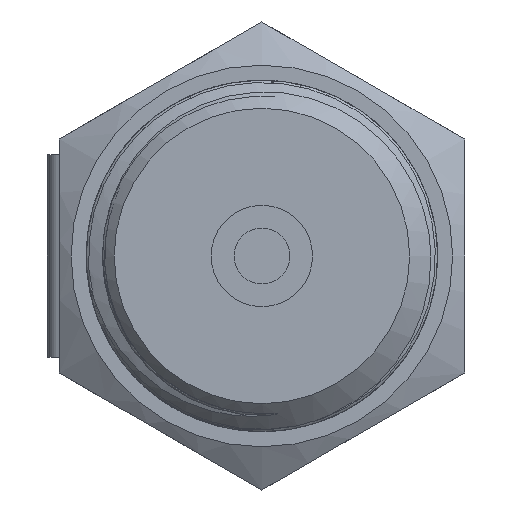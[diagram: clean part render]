
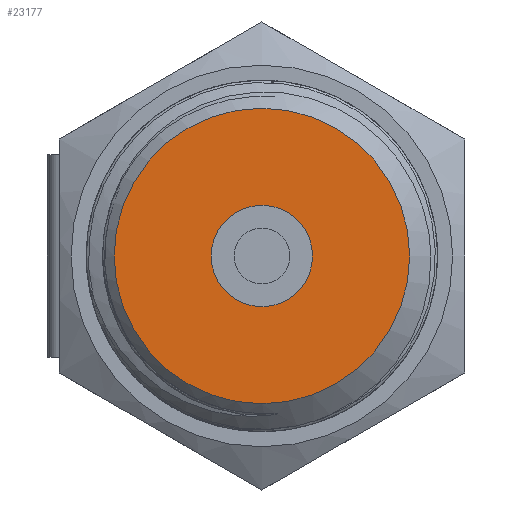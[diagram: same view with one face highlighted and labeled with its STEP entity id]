
A CAD part, left-side view. The second image highlights one B-rep face of the part: STEP entity #23177.
In plain terms, the highlighted planar face has unit normal (-1, 0, 0).
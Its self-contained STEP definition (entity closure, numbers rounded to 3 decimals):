
#564=FACE_BOUND('',#2960,.T.);
#664=PLANE('',#24401);
#1608=FACE_OUTER_BOUND('',#2959,.T.);
#2959=EDGE_LOOP('',(#17088));
#2960=EDGE_LOOP('',(#17089));
#4115=CIRCLE('',#24400,3.);
#4116=CIRCLE('',#24402,8.75);
#10169=VERTEX_POINT('',#41886);
#10170=VERTEX_POINT('',#41890);
#12749=EDGE_CURVE('',#10169,#10169,#4115,.T.);
#12751=EDGE_CURVE('',#10170,#10170,#4116,.T.);
#17088=ORIENTED_EDGE('',*,*,#12751,.F.);
#17089=ORIENTED_EDGE('',*,*,#12749,.T.);
#23177=ADVANCED_FACE('',(#1608,#564),#664,.T.);
#24400=AXIS2_PLACEMENT_3D('',#41887,#26579,#26580);
#24401=AXIS2_PLACEMENT_3D('',#41889,#26582,#26583);
#24402=AXIS2_PLACEMENT_3D('',#41891,#26584,#26585);
#26579=DIRECTION('center_axis',(1.,0.,0.));
#26580=DIRECTION('ref_axis',(0.,0.,-1.));
#26582=DIRECTION('center_axis',(-1.,0.,0.));
#26583=DIRECTION('ref_axis',(0.,0.,1.));
#26584=DIRECTION('center_axis',(1.,0.,0.));
#26585=DIRECTION('ref_axis',(0.,0.,-1.));
#41886=CARTESIAN_POINT('',(3.,-3.,0.));
#41887=CARTESIAN_POINT('Origin',(3.,0.,0.));
#41889=CARTESIAN_POINT('Origin',(3.,8.75,0.));
#41890=CARTESIAN_POINT('',(3.,-8.75,0.));
#41891=CARTESIAN_POINT('Origin',(3.,0.,0.));
